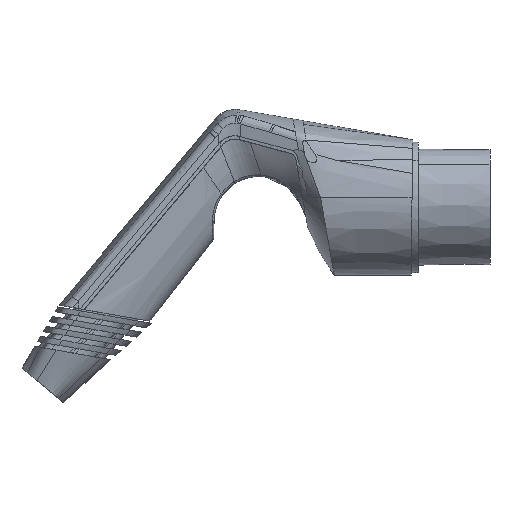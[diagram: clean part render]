
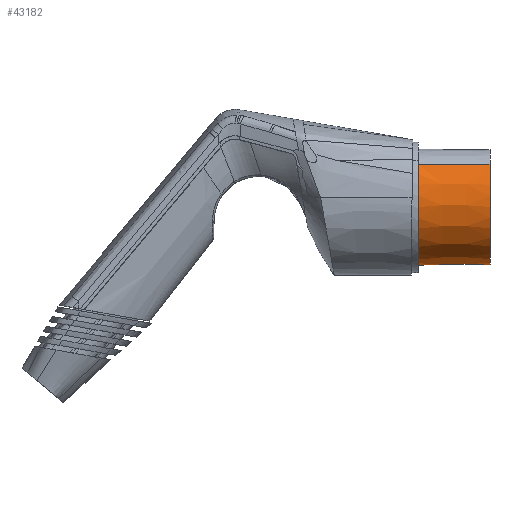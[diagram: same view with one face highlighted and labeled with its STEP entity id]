
A CAD part, front view. The second image highlights one B-rep face of the part: STEP entity #43182.
In plain terms, the highlighted conical face has half-angle 0.4 degrees and reference radius 31.38 mm.
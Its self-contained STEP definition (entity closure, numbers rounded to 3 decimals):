
#10829=CARTESIAN_POINT('',(2475.75,0.,299.77));
#10830=DIRECTION('',(1.,0.,0.));
#10831=DIRECTION('',(0.,-0.837,0.547));
#10832=AXIS2_PLACEMENT_3D('',#10829,#10830,#10831);
#10851=DIRECTION('',(1.,0.006,-0.004));
#10852=VECTOR('',#10851,34.501);
#10853=CARTESIAN_POINT('',(2475.75,-26.36,317.015));
#10854=LINE('',#10853,#10852);
#10855=DIRECTION('',(-1.,0.006,0.004));
#10856=VECTOR('',#10855,34.501);
#10857=CARTESIAN_POINT('',(2510.25,26.158,316.883));
#10858=LINE('',#10857,#10856);
#10873=CARTESIAN_POINT('',(2510.25,0.,299.77));
#10874=DIRECTION('',(-1.,0.,0.));
#10875=DIRECTION('',(0.,0.837,0.547));
#10876=AXIS2_PLACEMENT_3D('',#10873,#10874,#10875);
#11325=CARTESIAN_POINT('',(2475.75,-26.36,317.015));
#11326=VERTEX_POINT('',#11325);
#11327=CARTESIAN_POINT('',(2475.75,26.36,317.015));
#11328=VERTEX_POINT('',#11327);
#11366=CARTESIAN_POINT('',(2510.25,-26.158,316.883));
#11368=VERTEX_POINT('',#11366);
#11371=CARTESIAN_POINT('',(2510.25,26.158,316.883));
#11372=VERTEX_POINT('',#11371);
#43169=CARTESIAN_POINT('',(2493.,0.,299.77));
#43170=DIRECTION('',(-1.,0.,0.));
#43171=DIRECTION('',(0.,0.837,0.547));
#43172=AXIS2_PLACEMENT_3D('',#43169,#43170,#43171);
#43173=CONICAL_SURFACE('',#43172,31.38,0.4);
#43175=ORIENTED_EDGE('',*,*,#43174,.T.);
#43177=ORIENTED_EDGE('',*,*,#43176,.F.);
#43178=ORIENTED_EDGE('',*,*,#43160,.T.);
#43179=ORIENTED_EDGE('',*,*,#43133,.F.);
#43180=EDGE_LOOP('',(#43175,#43177,#43178,#43179));
#43181=FACE_OUTER_BOUND('',#43180,.F.);
#43182=ADVANCED_FACE('',(#43181),#43173,.T.);
#10833=CIRCLE('',#10832,31.5);
#10877=CIRCLE('',#10876,31.259);
#43133=EDGE_CURVE('',#11326,#11328,#10833,.T.);
#43160=EDGE_CURVE('',#11372,#11328,#10858,.T.);
#43174=EDGE_CURVE('',#11326,#11368,#10854,.T.);
#43176=EDGE_CURVE('',#11372,#11368,#10877,.T.);
